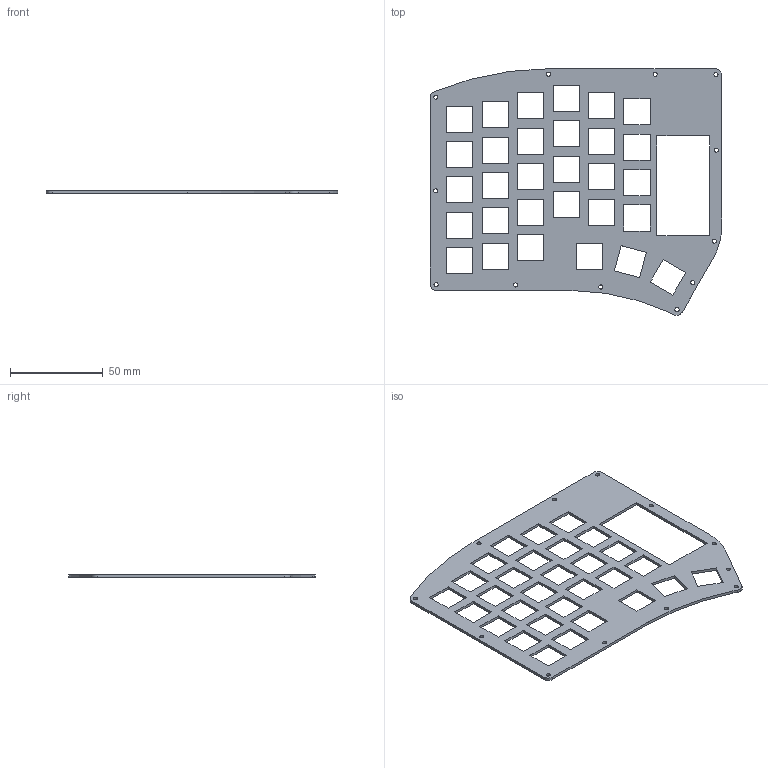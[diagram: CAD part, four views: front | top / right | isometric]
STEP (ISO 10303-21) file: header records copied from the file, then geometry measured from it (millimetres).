
FILE_DESCRIPTION(/* description */ (''),/* implementation_level */ '2;1');
FILE_NAME(/* name */ 'Plate_Top.step',/* time_stamp */ '2022-02-16T11:34:04+00:00',/* author */ (''),/* organization */ (''),/* preprocessor_version */ 'ST-DEVELOPER v18.1',/* originating_system */ 'Autodesk Translation Framework v10.13.0.1454',/* authorisation */ '');
FILE_SCHEMA (('AUTOMOTIVE_DESIGN { 1 0 10303 214 3 1 1 }'));
Length unit declared in the file: millimetre
Products named in the file (1): (Unsaved)
Bounding box: 156.91 x 132.65 x 1.5 mm (x, y, z)
Volume: 16697.3 mm3; surface area: 25957.6 mm2
Topology: 1 solids, 1 shells, 151 faces, 447 edges, 298 vertices
Faces by surface type: plane 132, cylinder 19
Full cylindrical faces by diameter (mm): 2.2 x12
Entity records: 5184 total; most frequent: CARTESIAN_POINT 897, ORIENTED_EDGE 894, DIRECTION 789, EDGE_CURVE 447, LINE 409, VECTOR 409, VERTEX_POINT 298, EDGE_LOOP 237
